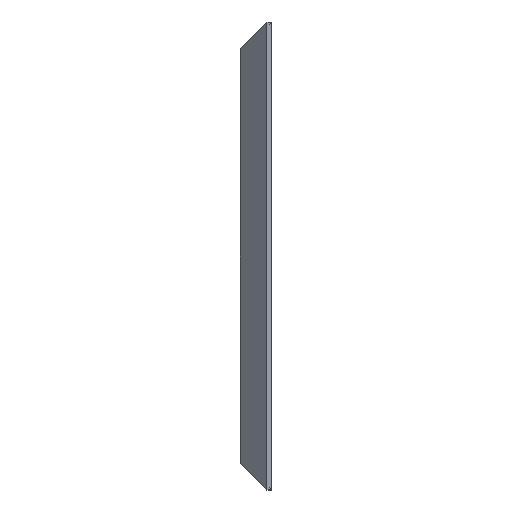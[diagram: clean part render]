
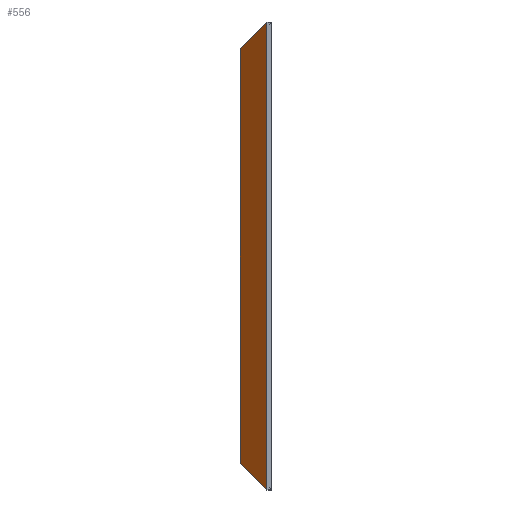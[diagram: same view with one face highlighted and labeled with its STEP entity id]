
A CAD part, left-side view. The second image highlights one B-rep face of the part: STEP entity #556.
In plain terms, the highlighted planar face has unit normal (-0.707, 0.707, 0).
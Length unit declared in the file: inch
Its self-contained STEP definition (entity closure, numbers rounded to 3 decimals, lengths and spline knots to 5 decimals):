
#291 = VERTEX_POINT ( 'NONE', #948 ) ;
#441 = VERTEX_POINT ( 'NONE', #1238 ) ;
#443 = EDGE_CURVE ( 'NONE', #441, #476, #1407, .T. ) ;
#476 = VERTEX_POINT ( 'NONE', #1335 ) ;
#483 = VERTEX_POINT ( 'NONE', #1443 ) ;
#484 = EDGE_CURVE ( 'NONE', #483, #291, #1455, .T. ) ;
#485 = ORIENTED_EDGE ( 'NONE', *, *, #487, .F. ) ;
#487 = EDGE_CURVE ( 'NONE', #483, #441, #1367, .T. ) ;
#522 = ORIENTED_EDGE ( 'NONE', *, *, #484, .T. ) ;
#556 = ADVANCED_FACE ( 'NONE', ( #1355 ), #1354, .F. ) ;
#574 = ORIENTED_EDGE ( 'NONE', *, *, #443, .F. ) ;
#575 = ORIENTED_EDGE ( 'NONE', *, *, #583, .F. ) ;
#576 = EDGE_LOOP ( 'NONE', ( #575, #574, #485, #522 ) ) ;
#583 = EDGE_CURVE ( 'NONE', #476, #291, #1389, .T. ) ;
#948 = CARTESIAN_POINT ( 'NONE',  ( -2.285, -0.13, 1.41 ) ) ;
#1238 = CARTESIAN_POINT ( 'NONE',  ( -2.125, 0.03, -1.25 ) ) ;
#1335 = CARTESIAN_POINT ( 'NONE',  ( -2.125, 0.03, 1.25 ) ) ;
#1350 = DIRECTION ( 'NONE',  ( 0.707, 0.707, 0. ) ) ;
#1351 = DIRECTION ( 'NONE',  ( 0.707, -0.707, 0. ) ) ;
#1352 = CARTESIAN_POINT ( 'NONE',  ( -2.34393, -0.18893, -1.46893 ) ) ;
#1353 = AXIS2_PLACEMENT_3D ( 'NONE', #1352, #1351, #1350 ) ;
#1354 = PLANE ( 'NONE',  #1353 ) ;
#1355 = FACE_OUTER_BOUND ( 'NONE', #576, .T. ) ;
#1364 = DIRECTION ( 'NONE',  ( 0.577, 0.577, 0.577 ) ) ;
#1365 = VECTOR ( 'NONE', #1364, 39.37008 ) ;
#1366 = CARTESIAN_POINT ( 'NONE',  ( -2.34393, -0.18893, -1.46893 ) ) ;
#1367 = LINE ( 'NONE', #1366, #1365 ) ;
#1386 = DIRECTION ( 'NONE',  ( -0.577, -0.577, 0.577 ) ) ;
#1387 = VECTOR ( 'NONE', #1386, 39.37008 ) ;
#1388 = CARTESIAN_POINT ( 'NONE',  ( -1.36464, 0.79036, 0.48964 ) ) ;
#1389 = LINE ( 'NONE', #1388, #1387 ) ;
#1401 = DIRECTION ( 'NONE',  ( 0., 0., 1. ) ) ;
#1407 = LINE ( 'NONE', #1420, #1419 ) ;
#1419 = VECTOR ( 'NONE', #1401, 39.37008 ) ;
#1420 = CARTESIAN_POINT ( 'NONE',  ( -2.125, 0.03, -1.25 ) ) ;
#1443 = CARTESIAN_POINT ( 'NONE',  ( -2.285, -0.13, -1.41 ) ) ;
#1452 = DIRECTION ( 'NONE',  ( 0., 0., 1. ) ) ;
#1453 = VECTOR ( 'NONE', #1452, 39.37008 ) ;
#1454 = CARTESIAN_POINT ( 'NONE',  ( -2.285, -0.13, -1.41 ) ) ;
#1455 = LINE ( 'NONE', #1454, #1453 ) ;
